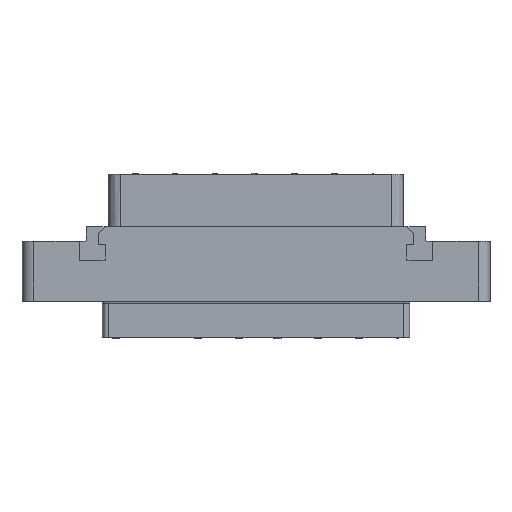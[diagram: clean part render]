
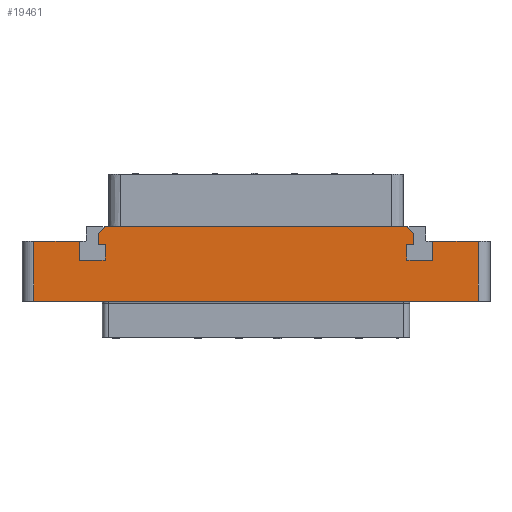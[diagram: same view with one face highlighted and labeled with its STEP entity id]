
A CAD part, top view. The second image highlights one B-rep face of the part: STEP entity #19461.
In plain terms, the highlighted planar face has unit normal (0, 0, 1).
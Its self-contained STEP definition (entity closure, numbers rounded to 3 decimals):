
#1=DIRECTION('',(-1.,0.,0.));
#2=VECTOR('',#1,76.);
#3=CARTESIAN_POINT('',(38.,0.,7.));
#4=LINE('',#3,#2);
#5=DIRECTION('',(1.,0.,0.));
#6=VECTOR('',#5,7.8);
#7=CARTESIAN_POINT('',(-38.,10.25,7.));
#8=LINE('',#7,#6);
#9=DIRECTION('',(0.,-1.,0.));
#10=VECTOR('',#9,3.2);
#11=CARTESIAN_POINT('',(-30.2,10.25,7.));
#12=LINE('',#11,#10);
#13=DIRECTION('',(1.,0.,0.));
#14=VECTOR('',#13,4.4);
#15=CARTESIAN_POINT('',(-30.2,7.05,7.));
#16=LINE('',#15,#14);
#17=DIRECTION('',(0.,1.,0.));
#18=VECTOR('',#17,2.6);
#19=CARTESIAN_POINT('',(-25.8,7.05,7.));
#20=LINE('',#19,#18);
#21=DIRECTION('',(-1.,0.,0.));
#22=VECTOR('',#21,1.2);
#23=CARTESIAN_POINT('',(-25.8,9.65,7.));
#24=LINE('',#23,#22);
#25=DIRECTION('',(0.,-1.,0.));
#26=VECTOR('',#25,1.9);
#27=CARTESIAN_POINT('',(-27.,11.55,7.));
#28=LINE('',#27,#26);
#29=DIRECTION('',(1.,0.,0.));
#30=VECTOR('',#29,51.6);
#31=CARTESIAN_POINT('',(-25.8,12.75,7.));
#32=LINE('',#31,#30);
#33=DIRECTION('',(0.,-1.,0.));
#34=VECTOR('',#33,1.9);
#35=CARTESIAN_POINT('',(27.,11.55,7.));
#36=LINE('',#35,#34);
#37=DIRECTION('',(-1.,0.,0.));
#38=VECTOR('',#37,1.2);
#39=CARTESIAN_POINT('',(27.,9.65,7.));
#40=LINE('',#39,#38);
#41=DIRECTION('',(0.,-1.,0.));
#42=VECTOR('',#41,2.6);
#43=CARTESIAN_POINT('',(25.8,9.65,7.));
#44=LINE('',#43,#42);
#45=DIRECTION('',(1.,0.,0.));
#46=VECTOR('',#45,4.4);
#47=CARTESIAN_POINT('',(25.8,7.05,7.));
#48=LINE('',#47,#46);
#49=DIRECTION('',(0.,1.,0.));
#50=VECTOR('',#49,3.2);
#51=CARTESIAN_POINT('',(30.2,7.05,7.));
#52=LINE('',#51,#50);
#53=DIRECTION('',(1.,0.,0.));
#54=VECTOR('',#53,7.8);
#55=CARTESIAN_POINT('',(30.2,10.25,7.));
#56=LINE('',#55,#54);
#57=DIRECTION('',(0.,1.,0.));
#58=VECTOR('',#57,10.25);
#59=CARTESIAN_POINT('',(38.,0.,7.));
#60=LINE('',#59,#58);
#803=DIRECTION('',(0.707,-0.707,0.));
#804=VECTOR('',#803,1.697);
#805=CARTESIAN_POINT('',(25.8,12.75,7.));
#806=LINE('',#805,#804);
#827=DIRECTION('',(-0.707,-0.707,0.));
#828=VECTOR('',#827,1.697);
#829=CARTESIAN_POINT('',(-25.8,12.75,7.));
#830=LINE('',#829,#828);
#1387=DIRECTION('',(0.,-1.,0.));
#1388=VECTOR('',#1387,10.25);
#1389=CARTESIAN_POINT('',(-38.,10.25,7.));
#1390=LINE('',#1389,#1388);
#15007=CARTESIAN_POINT('',(-30.2,10.25,7.));
#15008=CARTESIAN_POINT('',(-30.2,7.05,7.));
#15009=VERTEX_POINT('',#15007);
#15010=VERTEX_POINT('',#15008);
#15011=CARTESIAN_POINT('',(-25.8,7.05,7.));
#15012=VERTEX_POINT('',#15011);
#15013=CARTESIAN_POINT('',(-25.8,9.65,7.));
#15014=VERTEX_POINT('',#15013);
#15015=CARTESIAN_POINT('',(-27.,9.65,7.));
#15016=VERTEX_POINT('',#15015);
#15017=CARTESIAN_POINT('',(27.,9.65,7.));
#15018=CARTESIAN_POINT('',(25.8,9.65,7.));
#15019=VERTEX_POINT('',#15017);
#15020=VERTEX_POINT('',#15018);
#15021=CARTESIAN_POINT('',(25.8,7.05,7.));
#15022=VERTEX_POINT('',#15021);
#15023=CARTESIAN_POINT('',(30.2,7.05,7.));
#15024=VERTEX_POINT('',#15023);
#15025=CARTESIAN_POINT('',(30.2,10.25,7.));
#15026=VERTEX_POINT('',#15025);
#15031=CARTESIAN_POINT('',(-25.8,12.75,7.));
#15033=VERTEX_POINT('',#15031);
#15035=CARTESIAN_POINT('',(-27.,11.55,7.));
#15037=VERTEX_POINT('',#15035);
#15039=CARTESIAN_POINT('',(25.8,12.75,7.));
#15041=VERTEX_POINT('',#15039);
#15043=CARTESIAN_POINT('',(27.,11.55,7.));
#15045=VERTEX_POINT('',#15043);
#15135=CARTESIAN_POINT('',(38.,0.,7.));
#15136=CARTESIAN_POINT('',(38.,10.25,7.));
#15137=VERTEX_POINT('',#15135);
#15138=VERTEX_POINT('',#15136);
#15143=CARTESIAN_POINT('',(-38.,10.25,7.));
#15144=CARTESIAN_POINT('',(-38.,0.,7.));
#15145=VERTEX_POINT('',#15143);
#15146=VERTEX_POINT('',#15144);
#19418=CARTESIAN_POINT('',(0.,0.,7.));
#19419=DIRECTION('',(0.,0.,-1.));
#19420=DIRECTION('',(-1.,0.,0.));
#19421=AXIS2_PLACEMENT_3D('',#19418,#19419,#19420);
#19422=PLANE('',#19421);
#19424=ORIENTED_EDGE('',*,*,#19423,.F.);
#19426=ORIENTED_EDGE('',*,*,#19425,.T.);
#19428=ORIENTED_EDGE('',*,*,#19427,.F.);
#19430=ORIENTED_EDGE('',*,*,#19429,.T.);
#19432=ORIENTED_EDGE('',*,*,#19431,.T.);
#19434=ORIENTED_EDGE('',*,*,#19433,.T.);
#19436=ORIENTED_EDGE('',*,*,#19435,.T.);
#19438=ORIENTED_EDGE('',*,*,#19437,.T.);
#19440=ORIENTED_EDGE('',*,*,#19439,.F.);
#19442=ORIENTED_EDGE('',*,*,#19441,.F.);
#19444=ORIENTED_EDGE('',*,*,#19443,.T.);
#19446=ORIENTED_EDGE('',*,*,#19445,.T.);
#19448=ORIENTED_EDGE('',*,*,#19447,.T.);
#19450=ORIENTED_EDGE('',*,*,#19449,.T.);
#19452=ORIENTED_EDGE('',*,*,#19451,.T.);
#19454=ORIENTED_EDGE('',*,*,#19453,.T.);
#19456=ORIENTED_EDGE('',*,*,#19455,.T.);
#19458=ORIENTED_EDGE('',*,*,#19457,.T.);
#19459=EDGE_LOOP('',(#19424,#19426,#19428,#19430,#19432,#19434,#19436,#19438,
#19440,#19442,#19444,#19446,#19448,#19450,#19452,#19454,#19456,#19458));
#19460=FACE_OUTER_BOUND('',#19459,.F.);
#19461=ADVANCED_FACE('',(#19460),#19422,.F.);
#19423=EDGE_CURVE('',#15137,#15138,#60,.T.);
#19425=EDGE_CURVE('',#15137,#15146,#4,.T.);
#19427=EDGE_CURVE('',#15145,#15146,#1390,.T.);
#19429=EDGE_CURVE('',#15145,#15009,#8,.T.);
#19431=EDGE_CURVE('',#15009,#15010,#12,.T.);
#19433=EDGE_CURVE('',#15010,#15012,#16,.T.);
#19435=EDGE_CURVE('',#15012,#15014,#20,.T.);
#19437=EDGE_CURVE('',#15014,#15016,#24,.T.);
#19439=EDGE_CURVE('',#15037,#15016,#28,.T.);
#19441=EDGE_CURVE('',#15033,#15037,#830,.T.);
#19443=EDGE_CURVE('',#15033,#15041,#32,.T.);
#19445=EDGE_CURVE('',#15041,#15045,#806,.T.);
#19447=EDGE_CURVE('',#15045,#15019,#36,.T.);
#19449=EDGE_CURVE('',#15019,#15020,#40,.T.);
#19451=EDGE_CURVE('',#15020,#15022,#44,.T.);
#19453=EDGE_CURVE('',#15022,#15024,#48,.T.);
#19455=EDGE_CURVE('',#15024,#15026,#52,.T.);
#19457=EDGE_CURVE('',#15026,#15138,#56,.T.);
